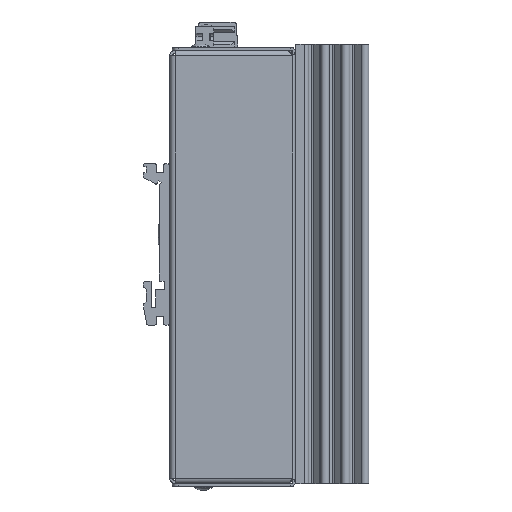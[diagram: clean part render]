
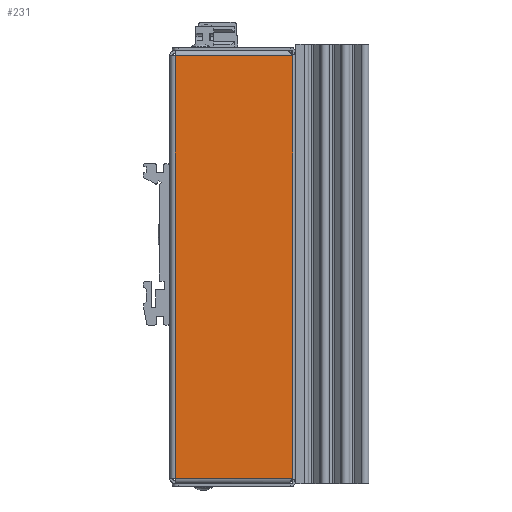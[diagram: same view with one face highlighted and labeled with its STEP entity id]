
A CAD part, left-side view. The second image highlights one B-rep face of the part: STEP entity #231.
In plain terms, the highlighted face is planar.
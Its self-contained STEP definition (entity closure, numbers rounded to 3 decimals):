
#151 = ORIENTED_EDGE ( 'NONE', *, *, #3287, .T. ) ;
#231 = ADVANCED_FACE ( 'NONE', ( #15057 ), #9957, .T. ) ;
#475 = LINE ( 'NONE', #11775, #6237 ) ;
#908 = EDGE_CURVE ( 'NONE', #3578, #8623, #6802, .T. ) ;
#2159 = DIRECTION ( 'NONE',  ( 0., 0., -1. ) ) ;
#2498 = CARTESIAN_POINT ( 'NONE',  ( 72., 148., 1. ) ) ;
#2881 = VECTOR ( 'NONE', #2159, 1000. ) ;
#2953 = DIRECTION ( 'NONE',  ( 0., 0., 1. ) ) ;
#3208 = LINE ( 'NONE', #13847, #17874 ) ;
#3287 = EDGE_CURVE ( 'NONE', #14345, #17143, #475, .T. ) ;
#3437 = ORIENTED_EDGE ( 'NONE', *, *, #10947, .F. ) ;
#3578 = VERTEX_POINT ( 'NONE', #17866 ) ;
#4152 = EDGE_CURVE ( 'NONE', #8623, #14345, #3208, .T. ) ;
#6237 = VECTOR ( 'NONE', #2953, 1000. ) ;
#6802 = LINE ( 'NONE', #13861, #2881 ) ;
#7130 = DIRECTION ( 'NONE',  ( 0., 0., -1. ) ) ;
#7734 = ORIENTED_EDGE ( 'NONE', *, *, #908, .T. ) ;
#8384 = CARTESIAN_POINT ( 'NONE',  ( 72., 146., 42. ) ) ;
#8623 = VERTEX_POINT ( 'NONE', #13966 ) ;
#9096 = ORIENTED_EDGE ( 'NONE', *, *, #4152, .T. ) ;
#9244 = EDGE_LOOP ( 'NONE', ( #3437, #7734, #9096, #151 ) ) ;
#9548 = CARTESIAN_POINT ( 'NONE',  ( 72., 148., 42. ) ) ;
#9676 = DIRECTION ( 'NONE',  ( 0., 1., 0. ) ) ;
#9957 = PLANE ( 'NONE',  #13990 ) ;
#10947 = EDGE_CURVE ( 'NONE', #3578, #17143, #15003, .T. ) ;
#11775 = CARTESIAN_POINT ( 'NONE',  ( 72., 146., 2. ) ) ;
#12979 = DIRECTION ( 'NONE',  ( 1., 0., 0. ) ) ;
#12987 = VECTOR ( 'NONE', #9676, 1000. ) ;
#13847 = CARTESIAN_POINT ( 'NONE',  ( 72., 148., 2. ) ) ;
#13861 = CARTESIAN_POINT ( 'NONE',  ( 72., 2., 42. ) ) ;
#13966 = CARTESIAN_POINT ( 'NONE',  ( 72., 2., 2. ) ) ;
#13990 = AXIS2_PLACEMENT_3D ( 'NONE', #2498, #12979, #7130 ) ;
#14345 = VERTEX_POINT ( 'NONE', #16331 ) ;
#15003 = LINE ( 'NONE', #9548, #12987 ) ;
#15057 = FACE_OUTER_BOUND ( 'NONE', #9244, .T. ) ;
#15237 = DIRECTION ( 'NONE',  ( 0., 1., 0. ) ) ;
#16331 = CARTESIAN_POINT ( 'NONE',  ( 72., 146., 2. ) ) ;
#17143 = VERTEX_POINT ( 'NONE', #8384 ) ;
#17866 = CARTESIAN_POINT ( 'NONE',  ( 72., 2., 42. ) ) ;
#17874 = VECTOR ( 'NONE', #15237, 1000. ) ;
